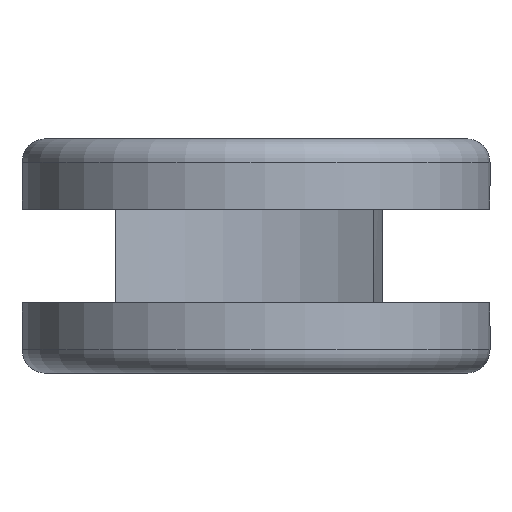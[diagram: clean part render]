
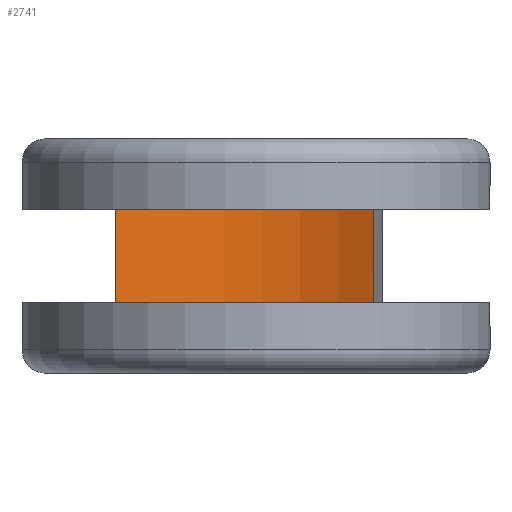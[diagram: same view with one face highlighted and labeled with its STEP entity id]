
A CAD part, left-side view. The second image highlights one B-rep face of the part: STEP entity #2741.
In plain terms, the highlighted cylindrical face has radius 10.5 mm (diameter 21 mm), a partial arc.
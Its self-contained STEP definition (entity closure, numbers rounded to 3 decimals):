
#171=LINE('',#4178,#359);
#190=LINE('',#4262,#378);
#359=VECTOR('',#3335,10.);
#378=VECTOR('',#3410,10.);
#544=CYLINDRICAL_SURFACE('',#2998,10.5);
#630=FACE_OUTER_BOUND('',#793,.T.);
#793=EDGE_LOOP('',(#2003,#2004,#2005,#2006));
#1006=CIRCLE('',#2999,10.5);
#1007=CIRCLE('',#3000,10.5);
#1209=VERTEX_POINT('',#4175);
#1210=VERTEX_POINT('',#4177);
#1238=VERTEX_POINT('',#4259);
#1239=VERTEX_POINT('',#4261);
#1485=EDGE_CURVE('',#1209,#1210,#171,.T.);
#1524=EDGE_CURVE('',#1238,#1239,#190,.T.);
#1537=EDGE_CURVE('',#1209,#1239,#1006,.T.);
#1538=EDGE_CURVE('',#1238,#1210,#1007,.T.);
#2003=ORIENTED_EDGE('',*,*,#1537,.T.);
#2004=ORIENTED_EDGE('',*,*,#1524,.F.);
#2005=ORIENTED_EDGE('',*,*,#1538,.T.);
#2006=ORIENTED_EDGE('',*,*,#1485,.F.);
#2741=ADVANCED_FACE('',(#630),#544,.F.);
#2998=AXIS2_PLACEMENT_3D('',#4287,#3437,#3438);
#2999=AXIS2_PLACEMENT_3D('',#4288,#3439,#3440);
#3000=AXIS2_PLACEMENT_3D('',#4289,#3441,#3442);
#3335=DIRECTION('',(0.,0.,1.));
#3410=DIRECTION('',(0.,0.,-1.));
#3437=DIRECTION('center_axis',(0.,0.,1.));
#3438=DIRECTION('ref_axis',(1.,0.,0.));
#3439=DIRECTION('center_axis',(0.,0.,-1.));
#3440=DIRECTION('ref_axis',(1.,0.,0.));
#3441=DIRECTION('center_axis',(0.,0.,1.));
#3442=DIRECTION('ref_axis',(1.,0.,0.));
#4175=CARTESIAN_POINT('',(-12.883,6.,3.));
#4177=CARTESIAN_POINT('',(-12.883,6.,7.));
#4178=CARTESIAN_POINT('',(-12.883,6.,0.));
#4259=CARTESIAN_POINT('',(-12.267,-5.,7.));
#4261=CARTESIAN_POINT('',(-12.267,-5.,3.));
#4262=CARTESIAN_POINT('',(-12.267,-5.,0.));
#4287=CARTESIAN_POINT('Origin',(-21.5,0.,
0.));
#4288=CARTESIAN_POINT('Origin',(-21.5,0.,
3.));
#4289=CARTESIAN_POINT('Origin',(-21.5,0.,
7.));
